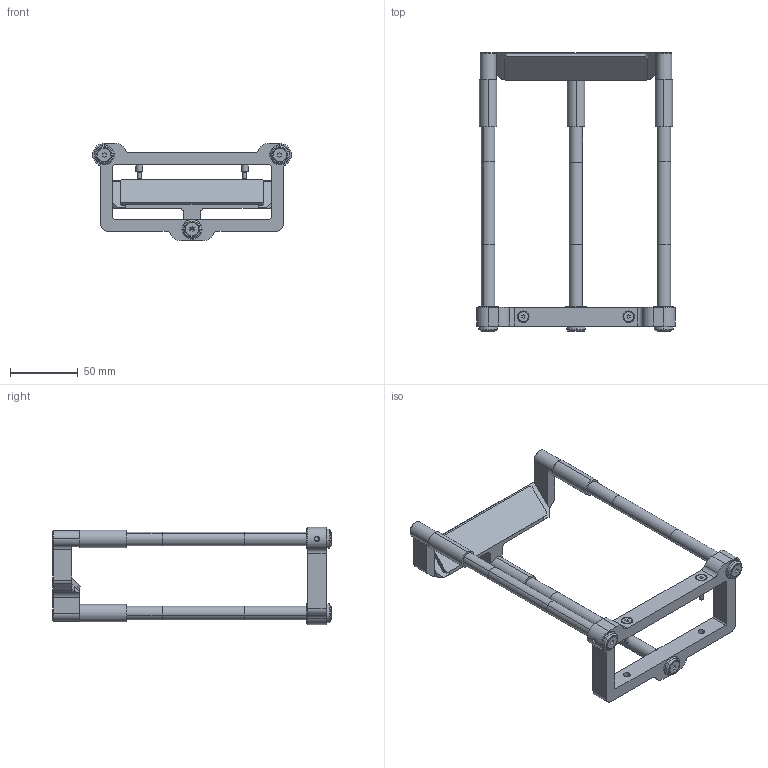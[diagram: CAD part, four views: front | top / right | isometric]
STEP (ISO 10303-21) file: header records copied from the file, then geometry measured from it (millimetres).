
FILE_DESCRIPTION (( 'STEP AP203' ), '1' );
FILE_NAME ('DP22524-B_CMMR4K090-V.step', '2022-01-13T08:16:11', ( '' ), ( '' ), 'SwSTEP 2.0', 'SolidWorks 2021', '' );
FILE_SCHEMA (( 'CONFIG_CONTROL_DESIGN' ));
Length unit declared in the file: millimetre
Products named in the file (1): DP22524-B_CMMR4K090-V
Bounding box: 147 x 206.32 x 72 mm (x, y, z)
Surface area: 58403.4 mm2 (no closed solid volume)
Topology: 0 solids, 35 shells, 282 faces, 755 edges, 504 vertices
Faces by surface type: plane 133, cylinder 109, cone 40
Entity records: 8958 total; most frequent: CARTESIAN_POINT 1646, DIRECTION 1623, ORIENTED_EDGE 1314, EDGE_CURVE 753, AXIS2_PLACEMENT_3D 593, VERTEX_POINT 504, VECTOR 437, LINE 437
